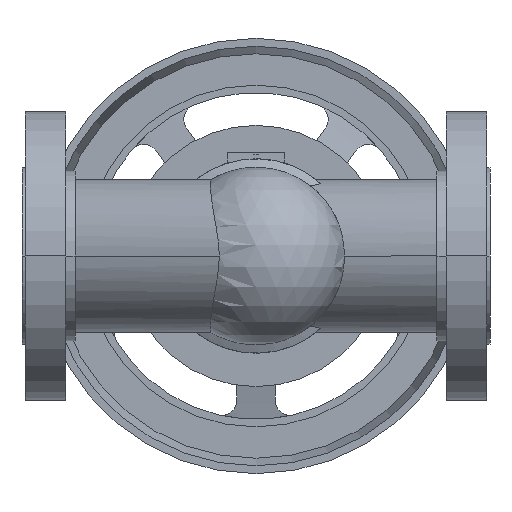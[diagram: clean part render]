
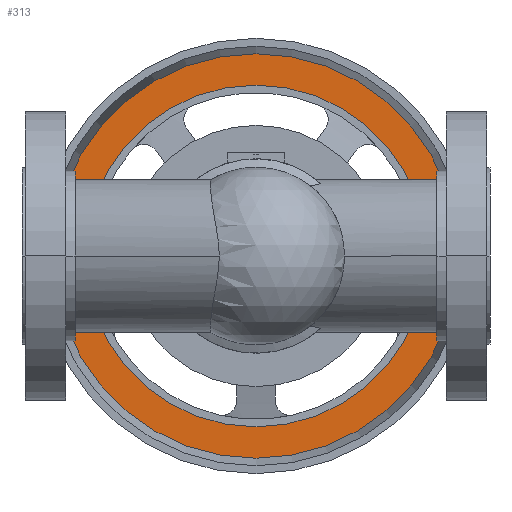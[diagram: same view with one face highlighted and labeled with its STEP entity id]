
A CAD part, front view. The second image highlights one B-rep face of the part: STEP entity #313.
In plain terms, the highlighted planar face has unit normal (0, -1, 0).
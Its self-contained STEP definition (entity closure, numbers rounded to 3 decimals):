
#313 = ADVANCED_FACE( '', ( #841, #842 ), #843, .T. );
#841 = FACE_OUTER_BOUND( '', #1479, .T. );
#842 = FACE_BOUND( '', #1480, .T. );
#843 = PLANE( '', #1481 );
#1479 = EDGE_LOOP( '', ( #3234, #3235 ) );
#1480 = EDGE_LOOP( '', ( #3236, #3237 ) );
#1481 = AXIS2_PLACEMENT_3D( '', #3238, #3239, #3240 );
#3234 = ORIENTED_EDGE( '', *, *, #4531, .F. );
#3235 = ORIENTED_EDGE( '', *, *, #4269, .F. );
#3236 = ORIENTED_EDGE( '', *, *, #4273, .T. );
#3237 = ORIENTED_EDGE( '', *, *, #4530, .T. );
#3238 = CARTESIAN_POINT( '', ( 171.393, 514., 0. ) );
#3239 = DIRECTION( '', ( 0., -1., 0. ) );
#3240 = DIRECTION( '', ( -1., 0., 0. ) );
#4269 = EDGE_CURVE( '', #5207, #5203, #5209, .T. );
#4273 = EDGE_CURVE( '', #5211, #5215, #5217, .T. );
#4530 = EDGE_CURVE( '', #5215, #5211, #5638, .T. );
#4531 = EDGE_CURVE( '', #5203, #5207, #5639, .T. );
#5203 = VERTEX_POINT( '', #7081 );
#5207 = VERTEX_POINT( '', #7086 );
#5209 = CIRCLE( '', #7089, 185.786 );
#5211 = VERTEX_POINT( '', #7091 );
#5215 = VERTEX_POINT( '', #7096 );
#5217 = CIRCLE( '', #7099, 157. );
#5638 = CIRCLE( '', #8248, 157. );
#5639 = CIRCLE( '', #8249, 185.786 );
#7081 = CARTESIAN_POINT( '', ( 185.786, 514., 0. ) );
#7086 = CARTESIAN_POINT( '', ( -185.786, 514., 0. ) );
#7089 = AXIS2_PLACEMENT_3D( '', #9235, #9236, #9237 );
#7091 = CARTESIAN_POINT( '', ( 157., 514., 0. ) );
#7096 = CARTESIAN_POINT( '', ( -157., 514., 0. ) );
#7099 = AXIS2_PLACEMENT_3D( '', #9243, #9244, #9245 );
#8248 = AXIS2_PLACEMENT_3D( '', #9638, #9639, #9640 );
#8249 = AXIS2_PLACEMENT_3D( '', #9641, #9642, #9643 );
#9235 = CARTESIAN_POINT( '', ( 0., 514., 0. ) );
#9236 = DIRECTION( '', ( 0., 1., 0. ) );
#9237 = DIRECTION( '', ( 1., 0., 0. ) );
#9243 = CARTESIAN_POINT( '', ( 0., 514., 0. ) );
#9244 = DIRECTION( '', ( 0., 1., 0. ) );
#9245 = DIRECTION( '', ( 1., 0., 0. ) );
#9638 = CARTESIAN_POINT( '', ( 0., 514., 0. ) );
#9639 = DIRECTION( '', ( 0., 1., 0. ) );
#9640 = DIRECTION( '', ( 1., 0., 0. ) );
#9641 = CARTESIAN_POINT( '', ( 0., 514., 0. ) );
#9642 = DIRECTION( '', ( 0., 1., 0. ) );
#9643 = DIRECTION( '', ( 1., 0., 0. ) );
